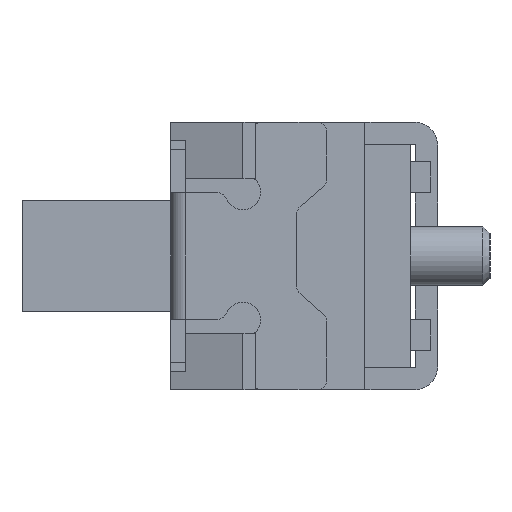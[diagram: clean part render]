
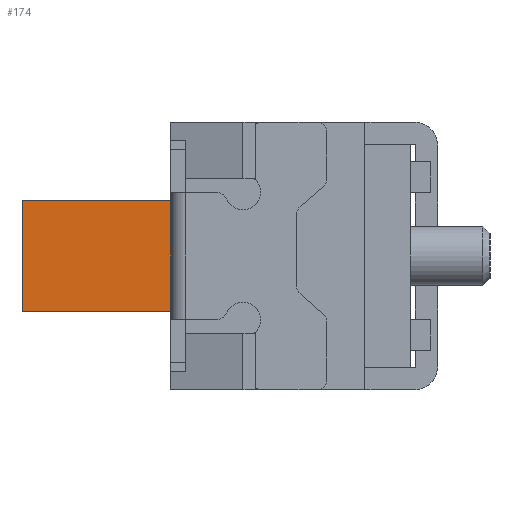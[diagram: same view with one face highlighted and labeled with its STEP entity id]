
A CAD part, left-side view. The second image highlights one B-rep face of the part: STEP entity #174.
In plain terms, the highlighted planar face has unit normal (-1, 0, 0).
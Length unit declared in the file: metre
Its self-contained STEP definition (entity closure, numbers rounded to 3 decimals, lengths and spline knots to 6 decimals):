
#174 = ADVANCED_FACE( '', ( #637 ), #638, .T. );
#637 = FACE_OUTER_BOUND( '', #1329, .T. );
#638 = PLANE( '', #1330 );
#1329 = EDGE_LOOP( '', ( #2853, #2854, #2855, #2856 ) );
#1330 = AXIS2_PLACEMENT_3D( '', #2857, #2858, #2859 );
#2853 = ORIENTED_EDGE( '', *, *, #5250, .T. );
#2854 = ORIENTED_EDGE( '', *, *, #5066, .F. );
#2855 = ORIENTED_EDGE( '', *, *, #5071, .F. );
#2856 = ORIENTED_EDGE( '', *, *, #5251, .T. );
#2857 = CARTESIAN_POINT( '', ( -0.00075, 0.002772, -0.00075 ) );
#2858 = DIRECTION( '', ( -1., 0., 0. ) );
#2859 = DIRECTION( '', ( 0., 0., 1. ) );
#5066 = EDGE_CURVE( '', #6307, #6309, #6310, .T. );
#5071 = EDGE_CURVE( '', #6317, #6307, #6318, .T. );
#5250 = EDGE_CURVE( '', #6632, #6309, #6633, .T. );
#5251 = EDGE_CURVE( '', #6317, #6632, #6634, .T. );
#6307 = VERTEX_POINT( '', #8184 );
#6309 = VERTEX_POINT( '', #8187 );
#6310 = LINE( '', #8188, #8189 );
#6317 = VERTEX_POINT( '', #8200 );
#6318 = LINE( '', #8201, #8202 );
#6632 = VERTEX_POINT( '', #8684 );
#6633 = LINE( '', #8685, #8686 );
#6634 = LINE( '', #8687, #8688 );
#8184 = CARTESIAN_POINT( '', ( -0.00075, 0.005225, -0.00075 ) );
#8187 = CARTESIAN_POINT( '', ( -0.00075, 0.005225, 0.00075 ) );
#8188 = CARTESIAN_POINT( '', ( -0.00075, 0.005225, -0.00075 ) );
#8189 = VECTOR( '', #10146, 1. );
#8200 = CARTESIAN_POINT( '', ( -0.00075, 0.002772, -0.00075 ) );
#8201 = CARTESIAN_POINT( '', ( -0.00075, 0.002772, -0.00075 ) );
#8202 = VECTOR( '', #10151, 1. );
#8684 = CARTESIAN_POINT( '', ( -0.00075, 0.002772, 0.00075 ) );
#8685 = CARTESIAN_POINT( '', ( -0.00075, 0.002772, 0.00075 ) );
#8686 = VECTOR( '', #10374, 1. );
#8687 = CARTESIAN_POINT( '', ( -0.00075, 0.002772, -0.00075 ) );
#8688 = VECTOR( '', #10375, 1. );
#10146 = DIRECTION( '', ( 0., 0., 1. ) );
#10151 = DIRECTION( '', ( 0., 1., 0. ) );
#10374 = DIRECTION( '', ( 0., 1., 0. ) );
#10375 = DIRECTION( '', ( 0., 0., 1. ) );
